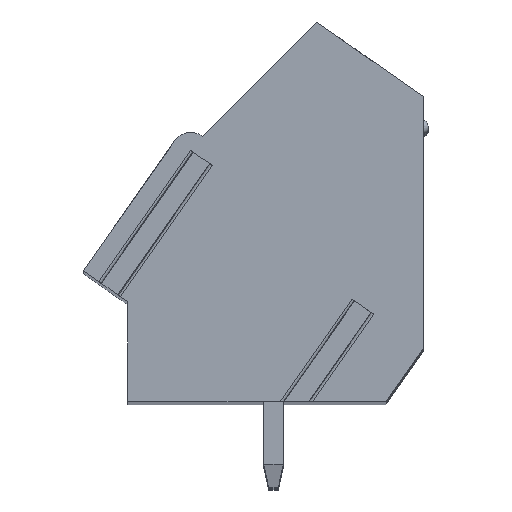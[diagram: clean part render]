
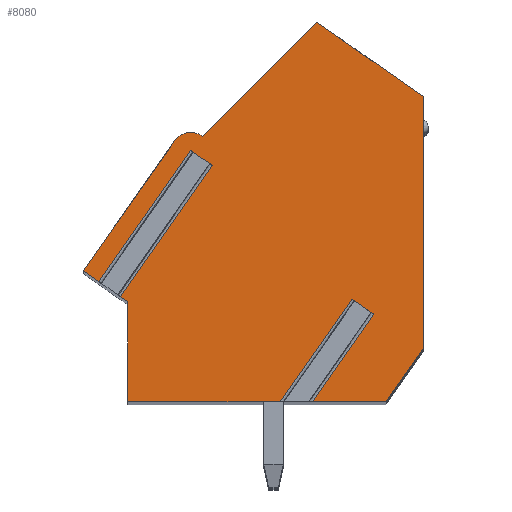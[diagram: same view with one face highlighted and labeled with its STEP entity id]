
A CAD part, top view. The second image highlights one B-rep face of the part: STEP entity #8080.
In plain terms, the highlighted planar face has unit normal (0, 0, 1).
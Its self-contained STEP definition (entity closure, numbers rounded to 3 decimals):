
#14=DIRECTION('',(-0.819,0.574,0.));
#15=VECTOR('',#14,1.085);
#16=CARTESIAN_POINT('',(4.498,-3.239,68.58));
#17=LINE('',#16,#15);
#18=DIRECTION('',(-0.574,-0.819,0.));
#19=VECTOR('',#18,5.115);
#20=CARTESIAN_POINT('',(3.61,-2.616,68.58));
#21=LINE('',#20,#19);
#22=DIRECTION('',(1.,0.,0.));
#23=VECTOR('',#22,6.246);
#24=CARTESIAN_POINT('',(-5.57,-6.807,68.58));
#25=LINE('',#24,#23);
#26=DIRECTION('',(0.,-1.,0.));
#27=VECTOR('',#26,4.087);
#28=CARTESIAN_POINT('',(-5.57,-2.72,68.58));
#29=LINE('',#28,#27);
#30=DIRECTION('',(0.819,-0.574,0.));
#31=VECTOR('',#30,0.355);
#32=CARTESIAN_POINT('',(-5.861,-2.516,68.58));
#33=LINE('',#32,#31);
#34=DIRECTION('',(-0.574,-0.819,0.));
#35=VECTOR('',#34,6.55);
#36=CARTESIAN_POINT('',(-2.104,2.849,68.58));
#37=LINE('',#36,#35);
#38=DIRECTION('',(-0.819,0.574,0.));
#39=VECTOR('',#38,1.085);
#40=CARTESIAN_POINT('',(-2.104,2.849,68.58));
#41=LINE('',#40,#39);
#42=DIRECTION('',(-0.574,-0.819,0.));
#43=VECTOR('',#42,6.55);
#44=CARTESIAN_POINT('',(-2.993,3.471,68.58));
#45=LINE('',#44,#43);
#46=DIRECTION('',(0.819,-0.574,0.));
#47=VECTOR('',#46,0.757);
#48=CARTESIAN_POINT('',(-7.37,-1.46,68.58));
#49=LINE('',#48,#47);
#50=DIRECTION('',(-0.574,-0.819,0.));
#51=VECTOR('',#50,6.486);
#52=CARTESIAN_POINT('',(-3.65,3.853,68.58));
#53=LINE('',#52,#51);
#54=CARTESIAN_POINT('',(-2.986,3.406,68.58));
#55=DIRECTION('',(0.,0.,1.));
#56=DIRECTION('',(0.598,0.802,0.));
#57=AXIS2_PLACEMENT_3D('',#54,#55,#56);
#59=DIRECTION('',(-0.707,-0.707,0.));
#60=VECTOR('',#59,6.609);
#61=CARTESIAN_POINT('',(2.165,8.721,68.58));
#62=LINE('',#61,#60);
#63=DIRECTION('',(-0.819,0.574,0.));
#64=VECTOR('',#63,5.329);
#65=CARTESIAN_POINT('',(6.53,5.664,68.58));
#66=LINE('',#65,#64);
#67=DIRECTION('',(0.,1.,0.));
#68=VECTOR('',#67,10.286);
#69=CARTESIAN_POINT('',(6.53,-4.622,68.58));
#70=LINE('',#69,#68);
#71=DIRECTION('',(0.574,0.819,0.));
#72=VECTOR('',#71,2.667);
#73=CARTESIAN_POINT('',(5.,-6.807,68.58));
#74=LINE('',#73,#72);
#75=DIRECTION('',(1.,0.,0.));
#76=VECTOR('',#75,3.);
#77=CARTESIAN_POINT('',(2.,-6.807,68.58));
#78=LINE('',#77,#76);
#79=DIRECTION('',(-0.574,-0.819,0.));
#80=VECTOR('',#79,4.355);
#81=CARTESIAN_POINT('',(4.498,-3.239,68.58));
#82=LINE('',#81,#80);
#6326=CARTESIAN_POINT('',(-2.508,4.048,68.58));
#6327=CARTESIAN_POINT('',(-3.65,3.853,68.58));
#6328=VERTEX_POINT('',#6326);
#6329=VERTEX_POINT('',#6327);
#6330=CARTESIAN_POINT('',(-7.37,-1.46,68.58));
#6331=VERTEX_POINT('',#6330);
#6332=CARTESIAN_POINT('',(-5.57,-2.72,68.58));
#6333=CARTESIAN_POINT('',(-5.57,-6.807,68.58));
#6334=VERTEX_POINT('',#6332);
#6335=VERTEX_POINT('',#6333);
#6336=CARTESIAN_POINT('',(5.,-6.807,68.58));
#6337=CARTESIAN_POINT('',(6.53,-4.622,68.58));
#6338=VERTEX_POINT('',#6336);
#6339=VERTEX_POINT('',#6337);
#6340=CARTESIAN_POINT('',(6.53,5.664,68.58));
#6341=VERTEX_POINT('',#6340);
#6342=CARTESIAN_POINT('',(2.165,8.721,68.58));
#6343=VERTEX_POINT('',#6342);
#6470=CARTESIAN_POINT('',(-2.104,2.849,68.58));
#6471=CARTESIAN_POINT('',(-2.993,3.471,68.58));
#6472=VERTEX_POINT('',#6470);
#6473=VERTEX_POINT('',#6471);
#6474=CARTESIAN_POINT('',(-5.861,-2.516,
68.58));
#6475=VERTEX_POINT('',#6474);
#6476=CARTESIAN_POINT('',(-6.75,-1.894,
68.58));
#6477=VERTEX_POINT('',#6476);
#6525=CARTESIAN_POINT('',(4.498,-3.239,68.58));
#6526=CARTESIAN_POINT('',(3.61,-2.616,68.58));
#6527=VERTEX_POINT('',#6525);
#6528=VERTEX_POINT('',#6526);
#6529=CARTESIAN_POINT('',(2.,-6.807,68.58));
#6530=VERTEX_POINT('',#6529);
#6531=CARTESIAN_POINT('',(0.676,-6.807,68.58));
#6532=VERTEX_POINT('',#6531);
#8039=CARTESIAN_POINT('',(0.,0.,68.58));
#8040=DIRECTION('',(0.,0.,1.));
#8041=DIRECTION('',(1.,0.,0.));
#8042=AXIS2_PLACEMENT_3D('',#8039,#8040,#8041);
#8043=PLANE('',#8042);
#8045=ORIENTED_EDGE('',*,*,#8044,.T.);
#8047=ORIENTED_EDGE('',*,*,#8046,.T.);
#8049=ORIENTED_EDGE('',*,*,#8048,.F.);
#8051=ORIENTED_EDGE('',*,*,#8050,.F.);
#8053=ORIENTED_EDGE('',*,*,#8052,.F.);
#8055=ORIENTED_EDGE('',*,*,#8054,.F.);
#8057=ORIENTED_EDGE('',*,*,#8056,.T.);
#8059=ORIENTED_EDGE('',*,*,#8058,.T.);
#8061=ORIENTED_EDGE('',*,*,#8060,.F.);
#8063=ORIENTED_EDGE('',*,*,#8062,.F.);
#8065=ORIENTED_EDGE('',*,*,#8064,.F.);
#8067=ORIENTED_EDGE('',*,*,#8066,.F.);
#8069=ORIENTED_EDGE('',*,*,#8068,.F.);
#8071=ORIENTED_EDGE('',*,*,#8070,.F.);
#8073=ORIENTED_EDGE('',*,*,#8072,.F.);
#8075=ORIENTED_EDGE('',*,*,#8074,.F.);
#8077=ORIENTED_EDGE('',*,*,#8076,.F.);
#8078=EDGE_LOOP('',(#8045,#8047,#8049,#8051,#8053,#8055,#8057,#8059,#8061,#8063,
#8065,#8067,#8069,#8071,#8073,#8075,#8077));
#8079=FACE_OUTER_BOUND('',#8078,.F.);
#58=CIRCLE('',#57,0.8);
#8044=EDGE_CURVE('',#6527,#6528,#17,.T.);
#8046=EDGE_CURVE('',#6528,#6532,#21,.T.);
#8048=EDGE_CURVE('',#6335,#6532,#25,.T.);
#8050=EDGE_CURVE('',#6334,#6335,#29,.T.);
#8052=EDGE_CURVE('',#6475,#6334,#33,.T.);
#8054=EDGE_CURVE('',#6472,#6475,#37,.T.);
#8056=EDGE_CURVE('',#6472,#6473,#41,.T.);
#8058=EDGE_CURVE('',#6473,#6477,#45,.T.);
#8060=EDGE_CURVE('',#6331,#6477,#49,.T.);
#8062=EDGE_CURVE('',#6329,#6331,#53,.T.);
#8064=EDGE_CURVE('',#6328,#6329,#58,.T.);
#8066=EDGE_CURVE('',#6343,#6328,#62,.T.);
#8068=EDGE_CURVE('',#6341,#6343,#66,.T.);
#8070=EDGE_CURVE('',#6339,#6341,#70,.T.);
#8072=EDGE_CURVE('',#6338,#6339,#74,.T.);
#8074=EDGE_CURVE('',#6530,#6338,#78,.T.);
#8076=EDGE_CURVE('',#6527,#6530,#82,.T.);
#8080=ADVANCED_FACE('',(#8079),#8043,.T.);
